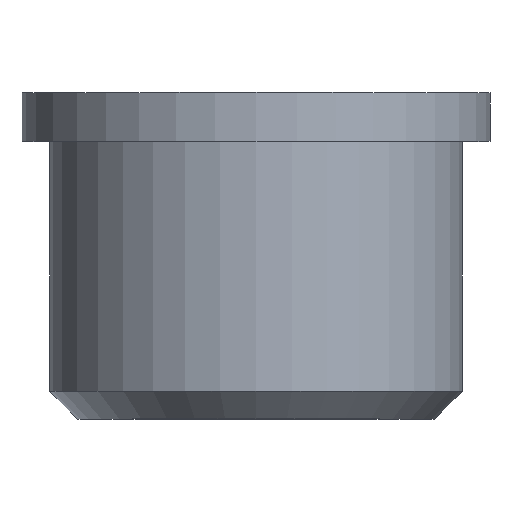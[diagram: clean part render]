
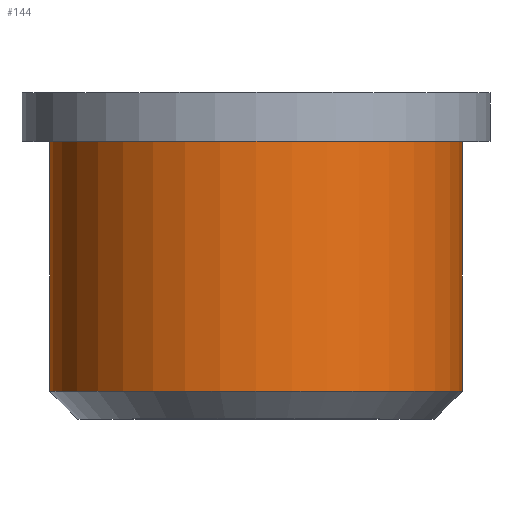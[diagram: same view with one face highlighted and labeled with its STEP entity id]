
A CAD part, top view. The second image highlights one B-rep face of the part: STEP entity #144.
In plain terms, the highlighted cylindrical face has radius 14.85 mm (diameter 29.7 mm), a full revolution.
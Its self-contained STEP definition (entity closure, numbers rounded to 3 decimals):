
#23=CYLINDRICAL_SURFACE('',#181,14.85);
#29=FACE_OUTER_BOUND('',#39,.T.);
#39=EDGE_LOOP('',(#112,#113,#114,#115,#116));
#53=LINE('',#264,#59);
#59=VECTOR('',#215,14.85);
#64=CIRCLE('',#177,14.85);
#65=CIRCLE('',#178,14.85);
#68=CIRCLE('',#182,14.85);
#76=VERTEX_POINT('',#252);
#77=VERTEX_POINT('',#253);
#80=VERTEX_POINT('',#262);
#88=EDGE_CURVE('',#76,#77,#64,.T.);
#89=EDGE_CURVE('',#77,#76,#65,.T.);
#93=EDGE_CURVE('',#80,#80,#68,.T.);
#94=EDGE_CURVE('',#80,#77,#53,.T.);
#112=ORIENTED_EDGE('',*,*,#93,.F.);
#113=ORIENTED_EDGE('',*,*,#94,.T.);
#114=ORIENTED_EDGE('',*,*,#88,.F.);
#115=ORIENTED_EDGE('',*,*,#89,.F.);
#116=ORIENTED_EDGE('',*,*,#94,.F.);
#144=ADVANCED_FACE('',(#29),#23,.T.);
#177=AXIS2_PLACEMENT_3D('',#254,#202,#203);
#178=AXIS2_PLACEMENT_3D('',#255,#204,#205);
#181=AXIS2_PLACEMENT_3D('',#261,#211,#212);
#182=AXIS2_PLACEMENT_3D('',#263,#213,#214);
#202=DIRECTION('center_axis',(0.,-1.,0.));
#203=DIRECTION('ref_axis',(1.,0.,0.));
#204=DIRECTION('center_axis',(0.,-1.,0.));
#205=DIRECTION('ref_axis',(1.,0.,0.));
#211=DIRECTION('center_axis',(0.,1.,0.));
#212=DIRECTION('ref_axis',(-1.,0.,0.));
#213=DIRECTION('center_axis',(0.,1.,0.));
#214=DIRECTION('ref_axis',(-1.,0.,0.));
#215=DIRECTION('',(0.,-1.,0.));
#252=CARTESIAN_POINT('',(-14.85,2.,0.));
#253=CARTESIAN_POINT('',(14.85,2.,0.));
#254=CARTESIAN_POINT('Origin',(0.,2.,0.));
#255=CARTESIAN_POINT('Origin',(0.,2.,0.));
#261=CARTESIAN_POINT('Origin',(0.,0.,0.));
#262=CARTESIAN_POINT('',(14.85,20.,0.));
#263=CARTESIAN_POINT('Origin',(0.,20.,0.));
#264=CARTESIAN_POINT('',(14.85,0.,0.));
